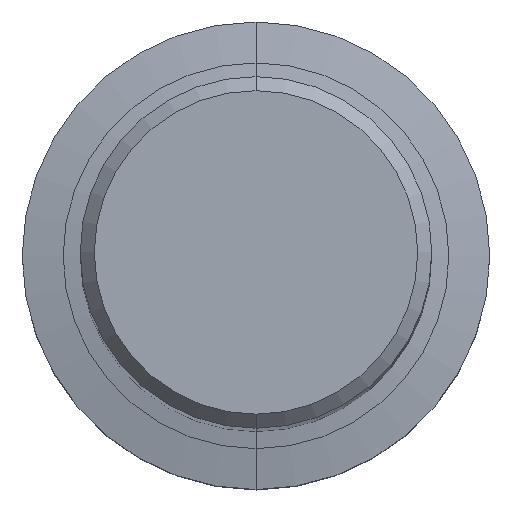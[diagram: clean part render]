
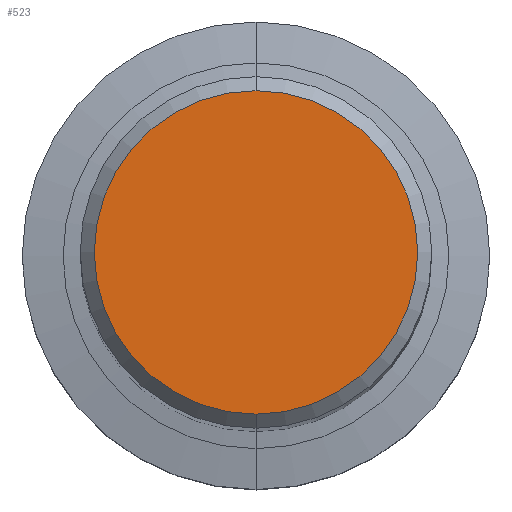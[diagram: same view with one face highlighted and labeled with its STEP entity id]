
A CAD part, top view. The second image highlights one B-rep face of the part: STEP entity #523.
In plain terms, the highlighted planar face has unit normal (0, 0, 1).
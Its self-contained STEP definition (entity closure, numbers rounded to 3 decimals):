
#323=VERTEX_POINT('',#692);
#361=VERTEX_POINT('',#733);
#371=EDGE_CURVE('',#323,#361,#745,.T.);
#507=EDGE_CURVE('',#361,#323,#898,.T.);
#523=ADVANCED_FACE('',(#914),#915,.T.);
#692=CARTESIAN_POINT('',(0.,-11.5,0.0));
#733=CARTESIAN_POINT('',(0.0,11.5,0.0));
#745=CIRCLE('',#1308,11.5);
#898=CIRCLE('',#1705,11.5);
#914=FACE_OUTER_BOUND('',#1738,.T.);
#915=PLANE('',#1739);
#1308=AXIS2_PLACEMENT_3D('',#2033,#2034,#2035);
#1705=AXIS2_PLACEMENT_3D('',#2213,#2214,#2215);
#1738=EDGE_LOOP('',(#2223,#2224));
#1739=AXIS2_PLACEMENT_3D('',#2225,#2226,#2227);
#2033=CARTESIAN_POINT('',(0.0,0.0,0.0));
#2034=DIRECTION('',(0.0,0.0,-1.0));
#2035=DIRECTION('',(0.0,1.0,0.0));
#2213=CARTESIAN_POINT('',(0.0,0.0,0.0));
#2214=DIRECTION('',(0.0,0.0,-1.0));
#2215=DIRECTION('',(0.0,1.0,0.0));
#2223=ORIENTED_EDGE('',*,*,#507,.F.);
#2224=ORIENTED_EDGE('',*,*,#371,.F.);
#2225=CARTESIAN_POINT('',(0.0,5.75,0.0));
#2226=DIRECTION('',(-0.0,0.0,1.0));
#2227=DIRECTION('',(0.0,-1.0,0.0));
